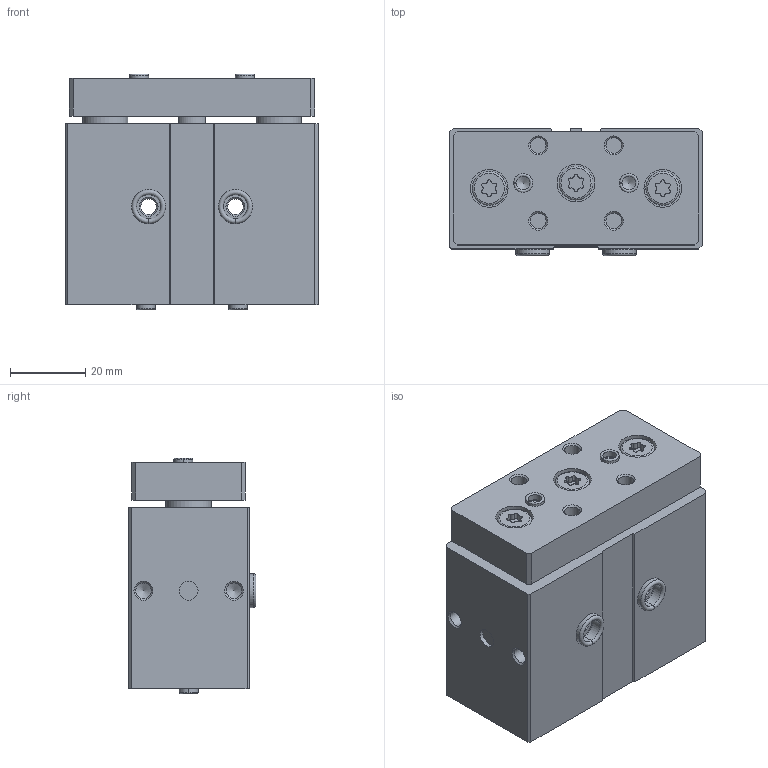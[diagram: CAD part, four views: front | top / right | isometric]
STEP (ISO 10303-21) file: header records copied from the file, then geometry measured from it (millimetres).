
FILE_DESCRIPTION(/* description */ ('STEP AP214'),/* implementation_level */ '2;1');
FILE_NAME(/* name */ '170832_DFM-16-10-P-A-GF',/* time_stamp */ '2024-08-14T03:09:50+02:00',/* author */ ('License CC BY-ND 4.0'),/* organization */ ('CADENAS'),/* preprocessor_version */ 'ST-DEVELOPER v19.3',/* originating_system */ 'PARTsolutions',/* authorisation */ ' ');
FILE_SCHEMA (('AUTOMOTIVE_DESIGN {1 0 10303 214 3 1 1}'));
Length unit declared in the file: millimetre
Products named in the file (6): 170832 DFM-16-10-P-A-GF---(0); 170832 DFM-16-10-P-A-GF---(Z); 170832 DFM-16-10-P-A-GF---(K); 8146543 ZBH-5-B; 5088186 M5x5; 8137184 ZBH-9-B
Assembly tree (10 placements, depth 2):
  170832 DFM-16-10-P-A-GF---(0)
    170832 DFM-16-10-P-A-GF---(Z)
    170832 DFM-16-10-P-A-GF---(K)
    8146543 ZBH-5-B  x4
    5088186 M5x5  x2
    8137184 ZBH-9-B  x2
Bounding box: 67 x 33.85 x 62.4 mm (x, y, z)
Volume: 111009.2 mm3; surface area: 33315.2 mm2
Topology: 10 solids, 10 shells, 297 faces, 700 edges, 452 vertices
Faces by surface type: plane 125, cylinder 113, cone 40, torus 19
Full cylindrical faces by diameter (mm): 2.57 x2, 4 x2, 4.134 x15, 4.3 x2, 5 x9, 7.5 x2, 8 x2, 9 x5, 10 x3, 12 x4, 16 x2, 17 x1
Entity records: 6720 total; most frequent: DIRECTION 1200, CARTESIAN_POINT 1160, ORIENTED_EDGE 942, AXIS2_PLACEMENT_3D 497, EDGE_CURVE 471, FACE_BOUND 378, EDGE_LOOP 370, VERTEX_POINT 361
